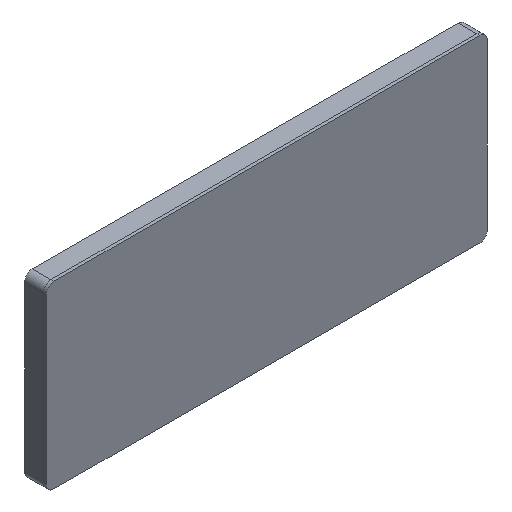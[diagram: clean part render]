
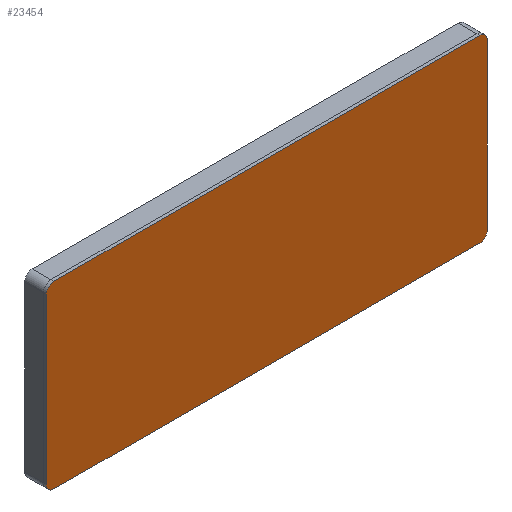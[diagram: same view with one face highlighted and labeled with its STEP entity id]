
A CAD part, isometric view. The second image highlights one B-rep face of the part: STEP entity #23454.
In plain terms, the highlighted planar face has unit normal (0, -1, 0).
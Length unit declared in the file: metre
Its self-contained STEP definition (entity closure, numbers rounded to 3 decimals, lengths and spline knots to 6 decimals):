
#1069=CIRCLE('',#25208,0.005);
#1071=CIRCLE('',#25212,0.005);
#1073=CIRCLE('',#25216,0.005);
#1075=CIRCLE('',#25220,0.005003);
#5227=ORIENTED_EDGE('',*,*,#10309,.F.);
#5228=ORIENTED_EDGE('',*,*,#10331,.F.);
#5229=ORIENTED_EDGE('',*,*,#10328,.T.);
#5230=ORIENTED_EDGE('',*,*,#10325,.F.);
#5231=ORIENTED_EDGE('',*,*,#10322,.F.);
#5232=ORIENTED_EDGE('',*,*,#10319,.F.);
#5233=ORIENTED_EDGE('',*,*,#10316,.F.);
#5234=ORIENTED_EDGE('',*,*,#10313,.F.);
#10309=EDGE_CURVE('',#13177,#13178,#15561,.T.);
#10313=EDGE_CURVE('',#13178,#13181,#1069,.T.);
#10316=EDGE_CURVE('',#13181,#13183,#15566,.T.);
#10319=EDGE_CURVE('',#13183,#13185,#1071,.T.);
#10322=EDGE_CURVE('',#13185,#13187,#15570,.T.);
#10325=EDGE_CURVE('',#13187,#13189,#1073,.T.);
#10328=EDGE_CURVE('',#13191,#13189,#15574,.T.);
#10331=EDGE_CURVE('',#13191,#13177,#1075,.T.);
#13177=VERTEX_POINT('',#36774);
#13178=VERTEX_POINT('',#36775);
#13181=VERTEX_POINT('',#36783);
#13183=VERTEX_POINT('',#36789);
#13185=VERTEX_POINT('',#36795);
#13187=VERTEX_POINT('',#36801);
#13189=VERTEX_POINT('',#36807);
#13191=VERTEX_POINT('',#36813);
#15561=LINE('',#36773,#18009);
#15566=LINE('',#36788,#18014);
#15570=LINE('',#36800,#18018);
#15574=LINE('',#36812,#18022);
#18009=VECTOR('',#29844,1.);
#18014=VECTOR('',#29857,1.);
#18018=VECTOR('',#29869,1.);
#18022=VECTOR('',#29881,1.);
#19966=EDGE_LOOP('',(#5227,#5228,#5229,#5230,#5231,#5232,#5233,#5234));
#21448=FACE_BOUND('',#19966,.T.);
#22506=PLANE('',#25223);
#23454=ADVANCED_FACE('',(#21448),#22506,.F.);
#25208=AXIS2_PLACEMENT_3D('',#36782,#29850,#29851);
#25212=AXIS2_PLACEMENT_3D('',#36794,#29862,#29863);
#25216=AXIS2_PLACEMENT_3D('',#36806,#29874,#29875);
#25220=AXIS2_PLACEMENT_3D('',#36818,#29886,#29887);
#25223=AXIS2_PLACEMENT_3D('',#36869,#29916,#29917);
#29844=DIRECTION('',(0.,0.,1.));
#29850=DIRECTION('',(0.,1.,0.));
#29851=DIRECTION('',(1.,0.,0.));
#29857=DIRECTION('',(1.,0.,0.));
#29862=DIRECTION('',(0.,1.,0.));
#29863=DIRECTION('',(1.,0.,0.));
#29869=DIRECTION('',(0.,0.,-1.));
#29874=DIRECTION('',(0.,1.,0.));
#29875=DIRECTION('',(1.,0.,0.));
#29881=DIRECTION('',(1.,0.,0.));
#29886=DIRECTION('',(0.,1.,0.));
#29887=DIRECTION('',(1.,0.,0.));
#29916=DIRECTION('',(0.,1.,0.));
#29917=DIRECTION('',(1.,0.,0.));
#36773=CARTESIAN_POINT('',(-0.14728,0.,0.));
#36774=CARTESIAN_POINT('',(-0.14728,0.,-0.055043));
#36775=CARTESIAN_POINT('',(-0.14728,0.,0.055043));
#36782=CARTESIAN_POINT('',(-0.14228,0.,0.055043));
#36783=CARTESIAN_POINT('',(-0.14228,0.,0.060043));
#36788=CARTESIAN_POINT('',(0.,0.,0.060043));
#36789=CARTESIAN_POINT('',(0.14228,0.,0.060043));
#36794=CARTESIAN_POINT('',(0.14228,0.,0.055043));
#36795=CARTESIAN_POINT('',(0.14728,0.,0.055043));
#36800=CARTESIAN_POINT('',(0.14728,0.,0.000001));
#36801=CARTESIAN_POINT('',(0.14728,0.,-0.05504));
#36806=CARTESIAN_POINT('',(0.14228,0.,-0.055043));
#36807=CARTESIAN_POINT('',(0.14228,0.,-0.060043));
#36812=CARTESIAN_POINT('',(0.000001,0.,-0.060043));
#36813=CARTESIAN_POINT('',(-0.142277,0.,-0.060043));
#36818=CARTESIAN_POINT('',(-0.142277,0.,-0.05504));
#36869=CARTESIAN_POINT('',(0.,0.,0.));
